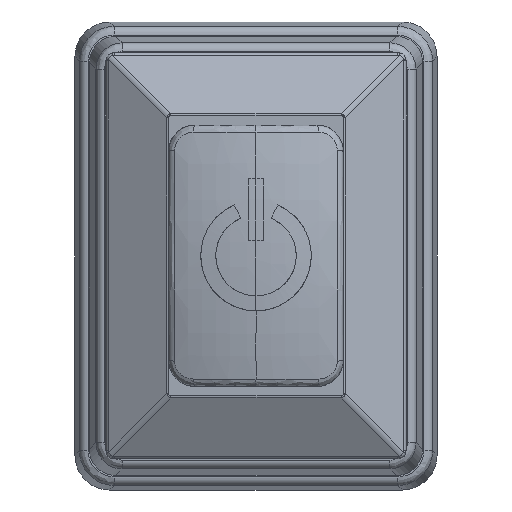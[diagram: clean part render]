
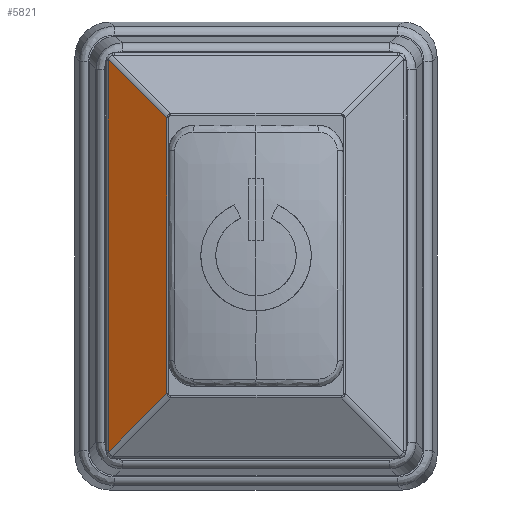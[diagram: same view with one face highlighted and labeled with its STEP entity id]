
A CAD part, top view. The second image highlights one B-rep face of the part: STEP entity #5821.
In plain terms, the highlighted planar face has unit normal (-0.486, 0, 0.874).
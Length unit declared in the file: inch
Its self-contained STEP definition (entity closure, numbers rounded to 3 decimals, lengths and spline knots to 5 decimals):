
#5480=CARTESIAN_POINT('',(-0.19908,0.30763,0.91215));
#5481=VERTEX_POINT('',#5480);
#5553=CARTESIAN_POINT('',(-0.19908,-0.30763,0.91215));
#5554=VERTEX_POINT('',#5553);
#5573=CARTESIAN_POINT('',(-0.19908,0.30763,0.91215));
#5574=DIRECTION('',(0.0,-1.0,0.0));
#5575=VECTOR('',#5574,0.61526);
#5576=LINE('',#5573,#5575);
#5577=EDGE_CURVE('',#5481,#5554,#5576,.T.);
#5754=CARTESIAN_POINT('',(-0.32907,-0.43762,0.83993));
#5755=VERTEX_POINT('',#5754);
#5756=CARTESIAN_POINT('',(-0.19908,-0.30763,0.91215));
#5757=DIRECTION('',(-0.658,-0.658,-0.366));
#5758=VECTOR('',#5757,0.19751);
#5759=LINE('',#5756,#5758);
#5760=EDGE_CURVE('',#5554,#5755,#5759,.T.);
#5780=CARTESIAN_POINT('',(-0.33594,0.48139,0.83611));
#5781=DIRECTION('',(-0.486,0.,0.874));
#5782=DIRECTION('',(0.874,0.0,0.486));
#5783=AXIS2_PLACEMENT_3D('',#5780,#5781,#5782);
#5784=PLANE('',#5783);
#5785=ORIENTED_EDGE('',*,*,#5577,.F.);
#5786=CARTESIAN_POINT('',(-0.32907,0.43762,0.83993));
#5787=VERTEX_POINT('',#5786);
#5788=CARTESIAN_POINT('',(-0.32907,0.43762,0.83993));
#5789=DIRECTION('',(0.658,-0.658,0.366));
#5790=VECTOR('',#5789,0.19751);
#5791=LINE('',#5788,#5790);
#5792=EDGE_CURVE('',#5787,#5481,#5791,.T.);
#5793=ORIENTED_EDGE('',*,*,#5792,.F.);
#5794=CARTESIAN_POINT('',(-0.32943,0.43447,0.83973));
#5795=VERTEX_POINT('',#5794);
#5796=CARTESIAN_POINT('',(-0.32081,0.43414,0.84452));
#5797=DIRECTION('',(0.486,0.,-0.874));
#5798=DIRECTION('',(-0.1,0.993,-0.056));
#5799=AXIS2_PLACEMENT_3D('',#5796,#5797,#5798);
#5800=ELLIPSE('',#5799,0.0112,0.00984);
#5801=EDGE_CURVE('',#5795,#5787,#5800,.T.);
#5802=ORIENTED_EDGE('',*,*,#5801,.F.);
#5803=CARTESIAN_POINT('',(-0.32943,-0.43447,0.83973));
#5804=VERTEX_POINT('',#5803);
#5805=CARTESIAN_POINT('',(-0.32943,-0.43447,0.83973));
#5806=DIRECTION('',(0.0,1.0,0.0));
#5807=VECTOR('',#5806,0.86893);
#5808=LINE('',#5805,#5807);
#5809=EDGE_CURVE('',#5804,#5795,#5808,.T.);
#5810=ORIENTED_EDGE('',*,*,#5809,.F.);
#5811=CARTESIAN_POINT('',(-0.32081,-0.43414,0.84452));
#5812=DIRECTION('',(0.486,0.,-0.874));
#5813=DIRECTION('',(-0.1,-0.993,-0.056));
#5814=AXIS2_PLACEMENT_3D('',#5811,#5812,#5813);
#5815=ELLIPSE('',#5814,0.0112,0.00984);
#5816=EDGE_CURVE('',#5755,#5804,#5815,.T.);
#5817=ORIENTED_EDGE('',*,*,#5816,.F.);
#5818=ORIENTED_EDGE('',*,*,#5760,.F.);
#5819=EDGE_LOOP('',(#5785,#5793,#5802,#5810,#5817,#5818));
#5820=FACE_OUTER_BOUND('',#5819,.T.);
#5821=ADVANCED_FACE('',(#5820),#5784,.T.);
